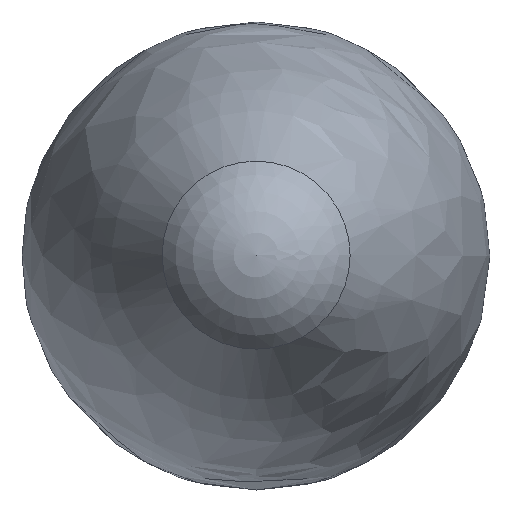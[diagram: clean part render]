
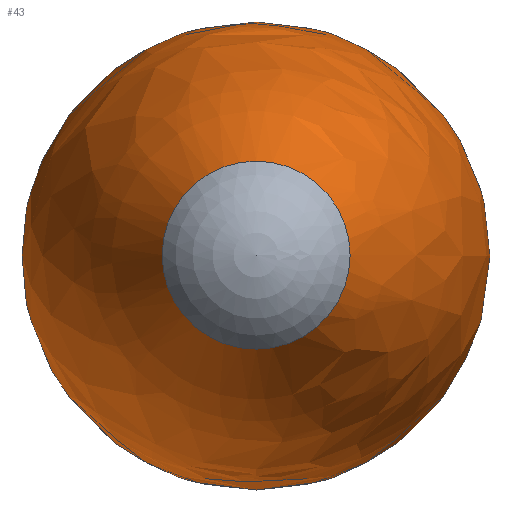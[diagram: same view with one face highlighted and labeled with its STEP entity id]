
A CAD part, top view. The second image highlights one B-rep face of the part: STEP entity #43.
In plain terms, the highlighted free-form (B-spline) face has degree [3, 3] with [4, 7] control points.
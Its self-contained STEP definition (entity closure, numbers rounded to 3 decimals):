
#43 = ADVANCED_FACE( '', ( #90, #91 ), #92, .T. );
#90 = FACE_OUTER_BOUND( '', #140, .T. );
#91 = FACE_OUTER_BOUND( '', #141, .T. );
#92 = ( BOUNDED_SURFACE(  )B_SPLINE_SURFACE( 3, 3, ( ( #144, #145, #146, #147, #148, #149, #150 ), ( #151, #152, #153, #154, #155, #156, #157 ), ( #158, #159, #160, #161, #162, #163, #164 ), ( #165, #166, #167, #168, #169, #170, #171 ) ), .UNSPECIFIED., .F., .T., .F. )B_SPLINE_SURFACE_WITH_KNOTS( ( 4, 4 ), ( 4, 3, 4 ), ( 0., 6.283 ), ( -0.469, 0.035, 0.538 ), .UNSPECIFIED. )GEOMETRIC_REPRESENTATION_ITEM(  )RATIONAL_B_SPLINE_SURFACE( ( ( 1., 0.333, 0.333, 1., 0.333, 0.333, 1. ), ( 0.917, 0.306, 0.306, 0.917, 0.306, 0.306, 0.917 ), ( 0.917, 0.306, 0.306, 0.917, 0.306, 0.306, 0.917 ), ( 1., 0.333, 0.333, 1., 0.333, 0.333, 1. ) ) )REPRESENTATION_ITEM( '' )SURFACE(  ) );
#140 = EDGE_LOOP( '', ( #226 ) );
#141 = EDGE_LOOP( '', ( #227 ) );
#144 = CARTESIAN_POINT( '', ( 6.01, 0., 61.589 ) );
#145 = CARTESIAN_POINT( '', ( 6.01, 12.02, 61.589 ) );
#146 = CARTESIAN_POINT( '', ( -6.01, 12.02, 61.589 ) );
#147 = CARTESIAN_POINT( '', ( -6.01, 0., 61.589 ) );
#148 = CARTESIAN_POINT( '', ( -6.01, -12.02, 61.589 ) );
#149 = CARTESIAN_POINT( '', ( 6.01, -12.02, 61.589 ) );
#150 = CARTESIAN_POINT( '', ( 6.01, 0., 61.589 ) );
#151 = CARTESIAN_POINT( '', ( 17.441, 0., 42.446 ) );
#152 = CARTESIAN_POINT( '', ( 17.441, 34.882, 42.446 ) );
#153 = CARTESIAN_POINT( '', ( -17.441, 34.882, 42.446 ) );
#154 = CARTESIAN_POINT( '', ( -17.441, 0., 42.446 ) );
#155 = CARTESIAN_POINT( '', ( -17.441, -34.882, 42.446 ) );
#156 = CARTESIAN_POINT( '', ( 17.441, -34.882, 42.446 ) );
#157 = CARTESIAN_POINT( '', ( 17.441, 0., 42.446 ) );
#158 = CARTESIAN_POINT( '', ( 18.215, 0., 20.164 ) );
#159 = CARTESIAN_POINT( '', ( 18.215, 36.43, 20.164 ) );
#160 = CARTESIAN_POINT( '', ( -18.215, 36.43, 20.164 ) );
#161 = CARTESIAN_POINT( '', ( -18.215, 0., 20.164 ) );
#162 = CARTESIAN_POINT( '', ( -18.215, -36.43, 20.164 ) );
#163 = CARTESIAN_POINT( '', ( 18.215, -36.43, 20.164 ) );
#164 = CARTESIAN_POINT( '', ( 18.215, 0., 20.164 ) );
#165 = CARTESIAN_POINT( '', ( 8.14, 0., 0.274 ) );
#166 = CARTESIAN_POINT( '', ( 8.14, 16.279, 0.274 ) );
#167 = CARTESIAN_POINT( '', ( -8.14, 16.279, 0.274 ) );
#168 = CARTESIAN_POINT( '', ( -8.14, 0., 0.274 ) );
#169 = CARTESIAN_POINT( '', ( -8.14, -16.279, 0.274 ) );
#170 = CARTESIAN_POINT( '', ( 8.14, -16.279, 0.274 ) );
#171 = CARTESIAN_POINT( '', ( 8.14, 0., 0.274 ) );
#226 = ORIENTED_EDGE( '', *, *, #265, .T. );
#227 = ORIENTED_EDGE( '', *, *, #275, .F. );
#265 = EDGE_CURVE( '', #288, #288, #289, .T. );
#275 = EDGE_CURVE( '', #302, #302, #303, .T. );
#288 = VERTEX_POINT( '', #319 );
#289 = CIRCLE( '', #320, 8.14 );
#302 = VERTEX_POINT( '', #333 );
#303 = CIRCLE( '', #334, 6.01 );
#319 = CARTESIAN_POINT( '', ( 8.14, 0., 0.274 ) );
#320 = AXIS2_PLACEMENT_3D( '', #350, #351, #352 );
#333 = CARTESIAN_POINT( '', ( 6.01, 0., 61.589 ) );
#334 = AXIS2_PLACEMENT_3D( '', #365, #366, #367 );
#350 = CARTESIAN_POINT( '', ( 0., 0., 0.274 ) );
#351 = DIRECTION( '', ( 0., 0., 1. ) );
#352 = DIRECTION( '', ( 1., 0., 0. ) );
#365 = CARTESIAN_POINT( '', ( 0., 0., 61.589 ) );
#366 = DIRECTION( '', ( 0., 0., 1. ) );
#367 = DIRECTION( '', ( 1., 0., 0. ) );
